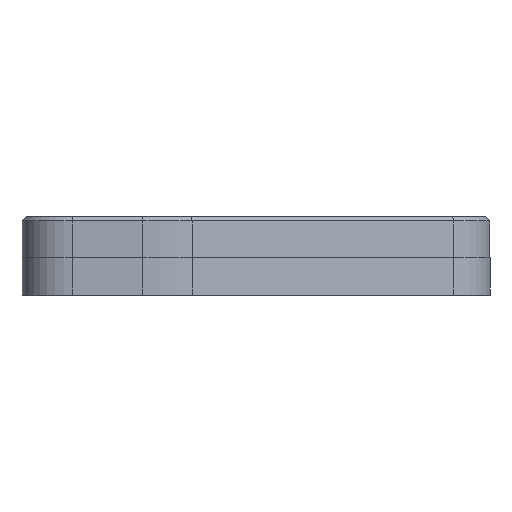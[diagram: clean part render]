
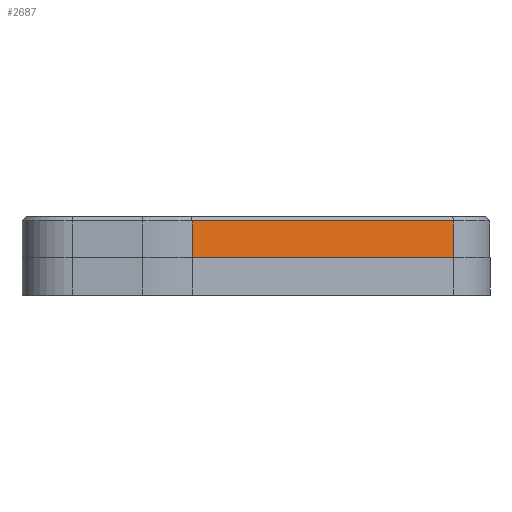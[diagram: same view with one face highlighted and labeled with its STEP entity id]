
A CAD part, left-side view. The second image highlights one B-rep face of the part: STEP entity #2687.
In plain terms, the highlighted planar face has unit normal (-0.959, -0.283, 0).
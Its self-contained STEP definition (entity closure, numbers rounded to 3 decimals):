
#1907 = EDGE_CURVE('',#1908,#1910,#1912,.T.);
#1908 = VERTEX_POINT('',#1909);
#1909 = CARTESIAN_POINT('',(-93.64,-98.004,
    -25.49));
#1910 = VERTEX_POINT('',#1911);
#1911 = CARTESIAN_POINT('',(-93.64,-98.004,
    -21.89));
#1912 = LINE('',#1913,#1914);
#1913 = CARTESIAN_POINT('',(-93.64,-98.004,
    -25.49));
#1914 = VECTOR('',#1915,1.);
#1915 = DIRECTION('',(0.,0.,1.));
#2687 = ADVANCED_FACE('',(#2688),#2713,.T.);
#2688 = FACE_BOUND('',#2689,.T.);
#2689 = EDGE_LOOP('',(#2690,#2691,#2699,#2707));
#2690 = ORIENTED_EDGE('',*,*,#1907,.T.);
#2691 = ORIENTED_EDGE('',*,*,#2692,.T.);
#2692 = EDGE_CURVE('',#1910,#2693,#2695,.T.);
#2693 = VERTEX_POINT('',#2694);
#2694 = CARTESIAN_POINT('',(-101.23,-72.241,
    -21.89));
#2695 = LINE('',#2696,#2697);
#2696 = CARTESIAN_POINT('',(-93.64,-98.004,
    -21.89));
#2697 = VECTOR('',#2698,1.);
#2698 = DIRECTION('',(-0.283,0.959,0.)
  );
#2699 = ORIENTED_EDGE('',*,*,#2700,.F.);
#2700 = EDGE_CURVE('',#2701,#2693,#2703,.T.);
#2701 = VERTEX_POINT('',#2702);
#2702 = CARTESIAN_POINT('',(-101.23,-72.241,
    -25.49));
#2703 = LINE('',#2704,#2705);
#2704 = CARTESIAN_POINT('',(-101.23,-72.241,
    -25.49));
#2705 = VECTOR('',#2706,1.);
#2706 = DIRECTION('',(0.,0.,1.));
#2707 = ORIENTED_EDGE('',*,*,#2708,.F.);
#2708 = EDGE_CURVE('',#1908,#2701,#2709,.T.);
#2709 = LINE('',#2710,#2711);
#2710 = CARTESIAN_POINT('',(-93.64,-98.004,
    -25.49));
#2711 = VECTOR('',#2712,1.);
#2712 = DIRECTION('',(-0.283,0.959,0.)
  );
#2713 = PLANE('',#2714);
#2714 = AXIS2_PLACEMENT_3D('',#2715,#2716,#2717);
#2715 = CARTESIAN_POINT('',(-93.64,-98.004,
    -25.49));
#2716 = DIRECTION('',(-0.959,-0.283,0.)
  );
#2717 = DIRECTION('',(-0.283,0.959,0.)
  );
